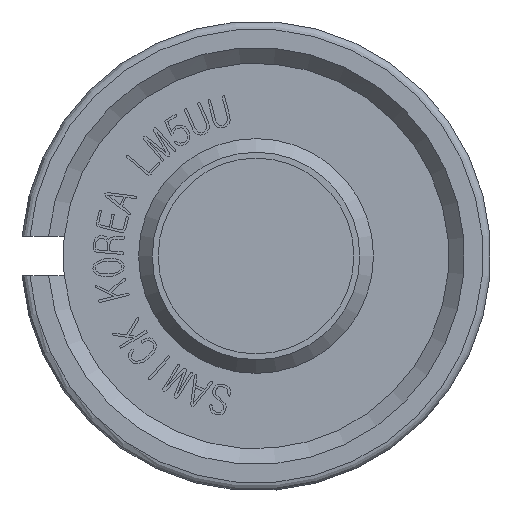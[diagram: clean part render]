
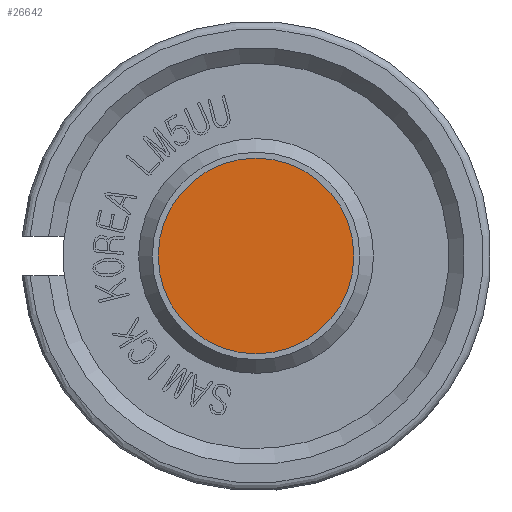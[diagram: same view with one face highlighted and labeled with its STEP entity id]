
A CAD part, front view. The second image highlights one B-rep face of the part: STEP entity #26642.
In plain terms, the highlighted planar face has unit normal (0, -1, 0).
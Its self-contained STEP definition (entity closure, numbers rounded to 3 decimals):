
#26611=CARTESIAN_POINT('',(-2.5,-36.0,0.));
#26612=VERTEX_POINT('',#26611);
#26613=CARTESIAN_POINT('',(0.0,-36.0,0.0));
#26614=DIRECTION('',(0.0,1.0,0.0));
#26615=DIRECTION('',(1.0,0.0,0.0));
#26616=AXIS2_PLACEMENT_3D('',#26613,#26614,#26615);
#26617=CIRCLE('',#26616,2.5);
#26618=EDGE_CURVE('',#26612,#26612,#26617,.T.);
#26634=CARTESIAN_POINT('',(0.0,-36.0,0.0));
#26635=DIRECTION('',(0.0,-1.0,0.0));
#26636=DIRECTION('',(0.0,0.0,-1.0));
#26637=AXIS2_PLACEMENT_3D('',#26634,#26635,#26636);
#26638=PLANE('',#26637);
#26639=ORIENTED_EDGE('',*,*,#26618,.F.);
#26640=EDGE_LOOP('',(#26639));
#26641=FACE_OUTER_BOUND('',#26640,.T.);
#26642=ADVANCED_FACE('',(#26641),#26638,.T.);
